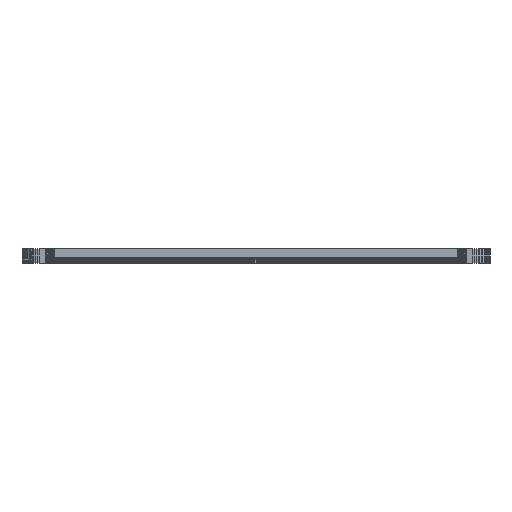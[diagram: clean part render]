
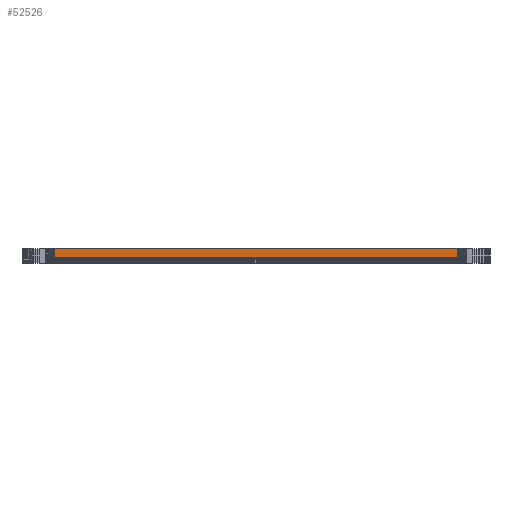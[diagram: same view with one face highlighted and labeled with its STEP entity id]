
A CAD part, front view. The second image highlights one B-rep face of the part: STEP entity #52526.
In plain terms, the highlighted planar face has unit normal (0, -1, 0).
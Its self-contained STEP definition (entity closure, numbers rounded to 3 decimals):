
#4990 = EDGE_CURVE('',#4991,#4993,#4995,.T.);
#4991 = VERTEX_POINT('',#4992);
#4992 = CARTESIAN_POINT('',(23.3,-18.477,
    1.855));
#4993 = VERTEX_POINT('',#4994);
#4994 = CARTESIAN_POINT('',(-23.3,-18.477,
    1.855));
#4995 = LINE('',#4996,#4997);
#4996 = CARTESIAN_POINT('',(23.3,-18.477,
    1.855));
#4997 = VECTOR('',#4998,1.);
#4998 = DIRECTION('',(-1.,0.,0.));
#52508 = VERTEX_POINT('',#52509);
#52509 = CARTESIAN_POINT('',(-23.3,-18.477,
    0.8));
#52515 = EDGE_CURVE('',#52508,#4993,#52516,.T.);
#52516 = LINE('',#52517,#52518);
#52517 = CARTESIAN_POINT('',(-23.3,-18.477,
    0.8));
#52518 = VECTOR('',#52519,1.);
#52519 = DIRECTION('',(0.,0.,1.));
#52526 = ADVANCED_FACE('',(#52527),#52545,.T.);
#52527 = FACE_BOUND('',#52528,.T.);
#52528 = EDGE_LOOP('',(#52529,#52530,#52531,#52539));
#52529 = ORIENTED_EDGE('',*,*,#4990,.T.);
#52530 = ORIENTED_EDGE('',*,*,#52515,.F.);
#52531 = ORIENTED_EDGE('',*,*,#52532,.T.);
#52532 = EDGE_CURVE('',#52508,#52533,#52535,.T.);
#52533 = VERTEX_POINT('',#52534);
#52534 = CARTESIAN_POINT('',(23.3,-18.477,
    0.8));
#52535 = LINE('',#52536,#52537);
#52536 = CARTESIAN_POINT('',(-23.3,-18.477,
    0.8));
#52537 = VECTOR('',#52538,1.);
#52538 = DIRECTION('',(1.,0.,0.));
#52539 = ORIENTED_EDGE('',*,*,#52540,.F.);
#52540 = EDGE_CURVE('',#4991,#52533,#52541,.T.);
#52541 = LINE('',#52542,#52543);
#52542 = CARTESIAN_POINT('',(23.3,-18.477,
    1.855));
#52543 = VECTOR('',#52544,1.);
#52544 = DIRECTION('',(0.,0.,-1.));
#52545 = PLANE('',#52546);
#52546 = AXIS2_PLACEMENT_3D('',#52547,#52548,#52549);
#52547 = CARTESIAN_POINT('',(0.,-18.477,1.327));
#52548 = DIRECTION('',(-0.,-1.,-0.));
#52549 = DIRECTION('',(0.,0.,-1.));
